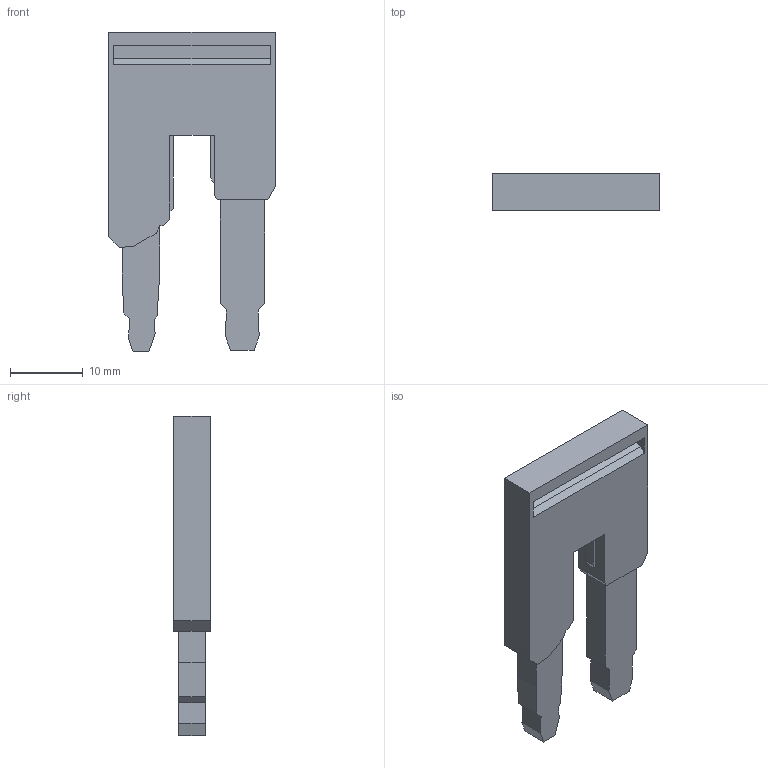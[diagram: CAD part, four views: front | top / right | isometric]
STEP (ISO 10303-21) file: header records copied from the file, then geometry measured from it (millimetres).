
FILE_DESCRIPTION(('Creo Elements/Direct Modeling STEP Export'),'2;1');
FILE_NAME('model.stp','2019-05-22T 2:29:23',(''),(''),'Creo Elements/Direct Modeling STEP processor for AP214 (Solid Model)','Creo Elements/Direct Modeling 20.1A 29-Sep-2018 (C) Parametric Technology GmbH','');
FILE_SCHEMA(('AUTOMOTIVE_DESIGN { 1 0 10303 214 1 1 1 1 }'));
Length unit declared in the file: millimetre
Products named in the file (2): RB_35_16-select
Assembly tree (1 placements, depth 2):
  RB_35_16-select
    RB_35_16-select
Bounding box: 22.9 x 5 x 43.85 mm (x, y, z)
Volume: 3107.4 mm3; surface area: 2380.3 mm2
Topology: 1 solids, 1 shells, 63 faces, 172 edges, 114 vertices
Faces by surface type: plane 63
Entity records: 2467 total; most frequent: CARTESIAN_POINT 344, ORIENTED_EDGE 344, DIRECTION 291, EDGE_CURVE 172, VECTOR 169, LINE 169, VERTEX_POINT 114, EDGE_LOOP 66
